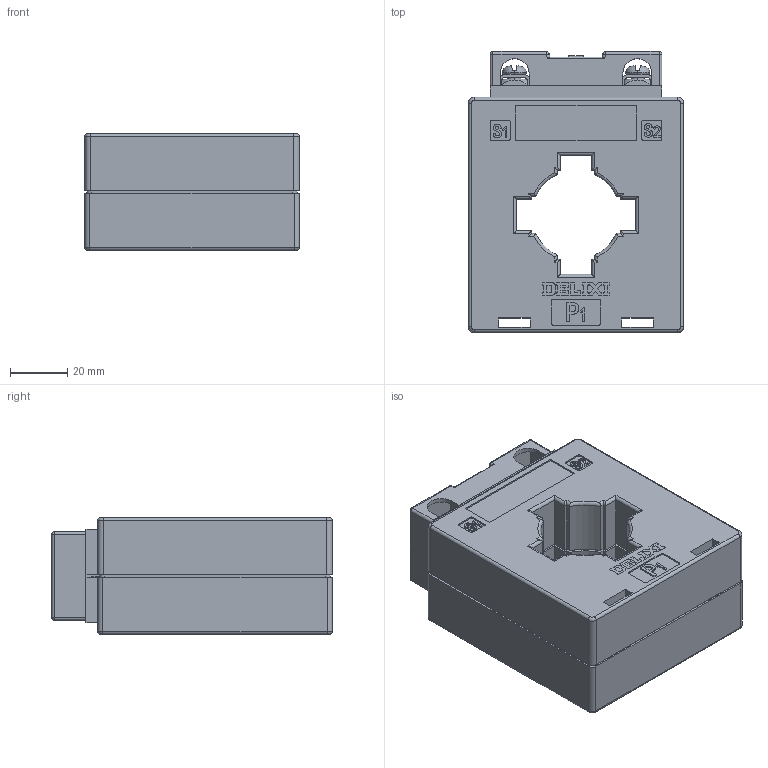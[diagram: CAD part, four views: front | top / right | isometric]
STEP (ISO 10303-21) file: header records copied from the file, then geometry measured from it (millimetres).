
FILE_DESCRIPTION (( 'STEP AP203' ), '1' );
FILE_NAME ('LMK-0.66 40型.STEP', '2025-04-14T12:34:42', ( '微软用户' ), ( '微软中国' ), 'SwSTEP 2.0', 'SolidWorks 2019', '' );
FILE_SCHEMA (( 'CONFIG_CONTROL_DESIGN' ));
Length unit declared in the file: millimetre
Products named in the file (7): 諉盄蹟佪3; LMK-0.66  40倰; 40   P1-3; 諉盄啣; 肣И璃5x10臏; 裔陔; 40   P2-3
Assembly tree (9 placements, depth 2):
  LMK-0.66  40倰
    40   P2-3
    40   P1-3
    肣И璃5x10臏  x2
    諉盄啣  x2
    諉盄蹟佪3  x2
    裔陔
Bounding box: 75 x 98 x 40.7 mm (x, y, z)
Volume: 60546.3 mm3; surface area: 72207.9 mm2
Topology: 9 solids, 9 shells, 1300 faces, 3533 edges, 2290 vertices
Faces by surface type: plane 930, cylinder 221, bspline 85, torus 32, cone 16, sphere 16
Entity records: 44022 total; most frequent: CARTESIAN_POINT 12927, ORIENTED_EDGE 6634, DIRECTION 5691, EDGE_CURVE 3317, LINE 2711, VECTOR 2711, VERTEX_POINT 2162, AXIS2_PLACEMENT_3D 1490
